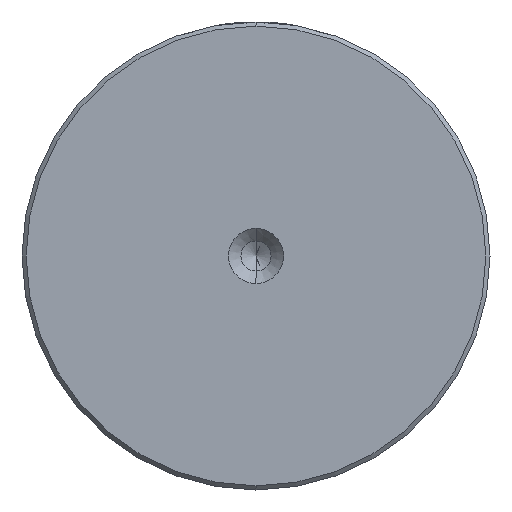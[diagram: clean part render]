
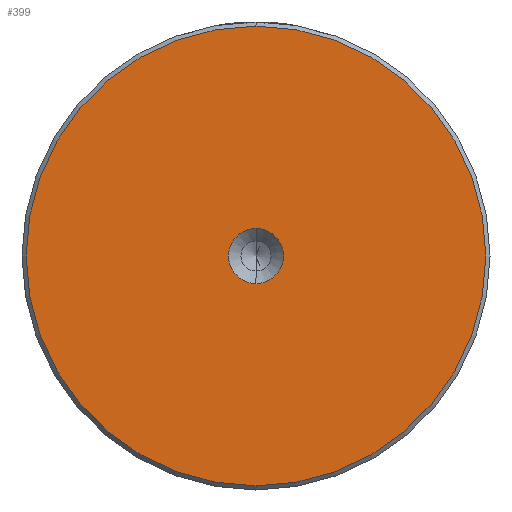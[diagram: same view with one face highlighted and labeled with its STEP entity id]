
A CAD part, left-side view. The second image highlights one B-rep face of the part: STEP entity #399.
In plain terms, the highlighted planar face has unit normal (-1, 0, 0).
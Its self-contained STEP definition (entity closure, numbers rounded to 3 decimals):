
#20 = VERTEX_POINT ( 'NONE', #498 ) ;
#21 = CARTESIAN_POINT ( 'NONE',  ( 0., 0., 0. ) ) ;
#50 = PLANE ( 'NONE',  #1807 ) ;
#61 = FACE_OUTER_BOUND ( 'NONE', #735, .T. ) ;
#139 = DIRECTION ( 'NONE',  ( 0., 0., 1. ) ) ;
#226 = AXIS2_PLACEMENT_3D ( 'NONE', #2037, #2018, #1876 ) ;
#251 = VERTEX_POINT ( 'NONE', #999 ) ;
#323 = DIRECTION ( 'NONE',  ( -1., 0., 0. ) ) ;
#374 = CARTESIAN_POINT ( 'NONE',  ( 0., 0., -27.5 ) ) ;
#384 = ORIENTED_EDGE ( 'NONE', *, *, #417, .F. ) ;
#399 = ADVANCED_FACE ( 'NONE', ( #61, #633 ), #50, .T. ) ;
#417 = EDGE_CURVE ( 'NONE', #20, #1498, #1019, .T. ) ;
#452 = EDGE_LOOP ( 'NONE', ( #384, #465 ) ) ;
#465 = ORIENTED_EDGE ( 'NONE', *, *, #1583, .F. ) ;
#488 = CIRCLE ( 'NONE', #683, 3.3 ) ;
#498 = CARTESIAN_POINT ( 'NONE',  ( 0., 0., 3.3 ) ) ;
#537 = EDGE_CURVE ( 'NONE', #251, #759, #1364, .T. ) ;
#633 = FACE_BOUND ( 'NONE', #452, .T. ) ;
#683 = AXIS2_PLACEMENT_3D ( 'NONE', #1067, #2412, #1266 ) ;
#735 = EDGE_LOOP ( 'NONE', ( #2260, #2004 ) ) ;
#759 = VERTEX_POINT ( 'NONE', #374 ) ;
#902 = DIRECTION ( 'NONE',  ( -1., 0., 0. ) ) ;
#999 = CARTESIAN_POINT ( 'NONE',  ( 0., 0., 27.5 ) ) ;
#1019 = CIRCLE ( 'NONE', #1934, 3.3 ) ;
#1067 = CARTESIAN_POINT ( 'NONE',  ( 0., 0., 0. ) ) ;
#1266 = DIRECTION ( 'NONE',  ( 0., 0., 1. ) ) ;
#1364 = CIRCLE ( 'NONE', #226, 27.5 ) ;
#1472 = AXIS2_PLACEMENT_3D ( 'NONE', #2049, #902, #2238 ) ;
#1498 = VERTEX_POINT ( 'NONE', #1917 ) ;
#1583 = EDGE_CURVE ( 'NONE', #1498, #20, #488, .T. ) ;
#1623 = EDGE_CURVE ( 'NONE', #759, #251, #2398, .T. ) ;
#1807 = AXIS2_PLACEMENT_3D ( 'NONE', #21, #2436, #2034 ) ;
#1876 = DIRECTION ( 'NONE',  ( 0., 0., 1. ) ) ;
#1917 = CARTESIAN_POINT ( 'NONE',  ( 0., 0., -3.3 ) ) ;
#1934 = AXIS2_PLACEMENT_3D ( 'NONE', #2227, #323, #139 ) ;
#2004 = ORIENTED_EDGE ( 'NONE', *, *, #537, .T. ) ;
#2018 = DIRECTION ( 'NONE',  ( -1., 0., 0. ) ) ;
#2034 = DIRECTION ( 'NONE',  ( 0., 0., 1. ) ) ;
#2037 = CARTESIAN_POINT ( 'NONE',  ( 0., 0., 0. ) ) ;
#2049 = CARTESIAN_POINT ( 'NONE',  ( 0., 0., 0. ) ) ;
#2227 = CARTESIAN_POINT ( 'NONE',  ( 0., 0., 0. ) ) ;
#2238 = DIRECTION ( 'NONE',  ( 0., 0., 1. ) ) ;
#2260 = ORIENTED_EDGE ( 'NONE', *, *, #1623, .T. ) ;
#2398 = CIRCLE ( 'NONE', #1472, 27.5 ) ;
#2412 = DIRECTION ( 'NONE',  ( -1., 0., 0. ) ) ;
#2436 = DIRECTION ( 'NONE',  ( -1., 0., 0. ) ) ;
